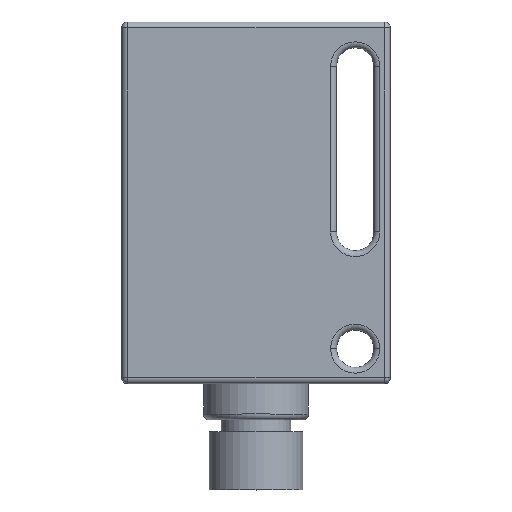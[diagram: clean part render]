
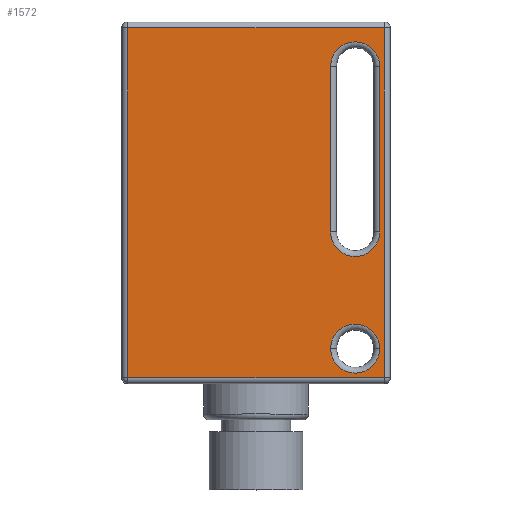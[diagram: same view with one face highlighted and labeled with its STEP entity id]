
A CAD part, top view. The second image highlights one B-rep face of the part: STEP entity #1572.
In plain terms, the highlighted planar face has unit normal (0, 0, 1).
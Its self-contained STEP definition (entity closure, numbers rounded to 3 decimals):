
#435=DIRECTION('',(0.,-1.,0.));
#436=VECTOR('',#435,30.);
#437=CARTESIAN_POINT('',(-11.,15.,5.5));
#438=LINE('',#437,#436);
#442=DIRECTION('',(-1.,0.,0.));
#443=VECTOR('',#442,22.);
#444=CARTESIAN_POINT('',(11.,15.,5.5));
#445=LINE('',#444,#443);
#449=DIRECTION('',(0.,1.,0.));
#450=VECTOR('',#449,30.);
#451=CARTESIAN_POINT('',(11.,-15.,5.5));
#452=LINE('',#451,#450);
#456=DIRECTION('',(1.,0.,0.));
#457=VECTOR('',#456,22.);
#458=CARTESIAN_POINT('',(-11.,-15.,5.5));
#459=LINE('',#458,#457);
#463=CARTESIAN_POINT('',(8.5,-12.5,5.5));
#464=DIRECTION('',(0.,0.,-1.));
#465=DIRECTION('',(1.,0.,0.));
#466=AXIS2_PLACEMENT_3D('',#463,#464,#465);
#471=CARTESIAN_POINT('',(8.5,-12.5,5.5));
#472=DIRECTION('',(0.,0.,-1.));
#473=DIRECTION('',(-1.,0.,0.));
#474=AXIS2_PLACEMENT_3D('',#471,#472,#473);
#479=CARTESIAN_POINT('',(8.5,11.7,5.5));
#480=DIRECTION('',(0.,0.,-1.));
#481=DIRECTION('',(-1.,0.,0.));
#482=AXIS2_PLACEMENT_3D('',#479,#480,#481);
#487=DIRECTION('',(0.,1.,0.));
#488=VECTOR('',#487,14.2);
#489=CARTESIAN_POINT('',(6.4,-2.5,5.5));
#490=LINE('',#489,#488);
#494=CARTESIAN_POINT('',(8.5,-2.5,5.5));
#495=DIRECTION('',(0.,0.,-1.));
#496=DIRECTION('',(1.,0.,0.));
#497=AXIS2_PLACEMENT_3D('',#494,#495,#496);
#502=DIRECTION('',(0.,-1.,0.));
#503=VECTOR('',#502,14.2);
#504=CARTESIAN_POINT('',(10.6,11.7,5.5));
#505=LINE('',#504,#503);
#1089=CARTESIAN_POINT('',(-11.,15.,5.5));
#1090=CARTESIAN_POINT('',(-11.,-15.,5.5));
#1091=VERTEX_POINT('',#1089);
#1092=VERTEX_POINT('',#1090);
#1111=CARTESIAN_POINT('',(11.,-15.,5.5));
#1112=VERTEX_POINT('',#1111);
#1117=CARTESIAN_POINT('',(11.,15.,5.5));
#1118=VERTEX_POINT('',#1117);
#1133=CARTESIAN_POINT('',(10.6,-12.5,5.5));
#1134=CARTESIAN_POINT('',(6.4,-12.5,5.5));
#1135=VERTEX_POINT('',#1133);
#1136=VERTEX_POINT('',#1134);
#1149=CARTESIAN_POINT('',(6.4,11.7,5.5));
#1150=CARTESIAN_POINT('',(10.6,11.7,5.5));
#1151=VERTEX_POINT('',#1149);
#1152=VERTEX_POINT('',#1150);
#1157=CARTESIAN_POINT('',(10.6,-2.5,5.5));
#1158=VERTEX_POINT('',#1157);
#1161=CARTESIAN_POINT('',(6.4,-2.5,5.5));
#1162=VERTEX_POINT('',#1161);
#1543=CARTESIAN_POINT('',(0.,0.,5.5));
#1544=DIRECTION('',(0.,0.,1.));
#1545=DIRECTION('',(1.,0.,0.));
#1546=AXIS2_PLACEMENT_3D('',#1543,#1544,#1545);
#1547=PLANE('',#1546);
#1548=ORIENTED_EDGE('',*,*,#1311,.F.);
#1550=ORIENTED_EDGE('',*,*,#1549,.F.);
#1552=ORIENTED_EDGE('',*,*,#1551,.F.);
#1553=ORIENTED_EDGE('',*,*,#1525,.F.);
#1554=EDGE_LOOP('',(#1548,#1550,#1552,#1553));
#1555=FACE_OUTER_BOUND('',#1554,.F.);
#1557=ORIENTED_EDGE('',*,*,#1556,.F.);
#1559=ORIENTED_EDGE('',*,*,#1558,.F.);
#1560=EDGE_LOOP('',(#1557,#1559));
#1561=FACE_BOUND('',#1560,.F.);
#1563=ORIENTED_EDGE('',*,*,#1562,.F.);
#1565=ORIENTED_EDGE('',*,*,#1564,.F.);
#1567=ORIENTED_EDGE('',*,*,#1566,.F.);
#1569=ORIENTED_EDGE('',*,*,#1568,.F.);
#1570=EDGE_LOOP('',(#1563,#1565,#1567,#1569));
#1571=FACE_BOUND('',#1570,.F.);
#1572=ADVANCED_FACE('',(#1555,#1561,#1571),#1547,.T.);
#467=CIRCLE('',#466,2.1);
#475=CIRCLE('',#474,2.1);
#483=CIRCLE('',#482,2.1);
#498=CIRCLE('',#497,2.1);
#1311=EDGE_CURVE('',#1091,#1092,#438,.T.);
#1525=EDGE_CURVE('',#1092,#1112,#459,.T.);
#1549=EDGE_CURVE('',#1118,#1091,#445,.T.);
#1551=EDGE_CURVE('',#1112,#1118,#452,.T.);
#1556=EDGE_CURVE('',#1135,#1136,#467,.T.);
#1558=EDGE_CURVE('',#1136,#1135,#475,.T.);
#1562=EDGE_CURVE('',#1151,#1152,#483,.T.);
#1564=EDGE_CURVE('',#1162,#1151,#490,.T.);
#1566=EDGE_CURVE('',#1158,#1162,#498,.T.);
#1568=EDGE_CURVE('',#1152,#1158,#505,.T.);
